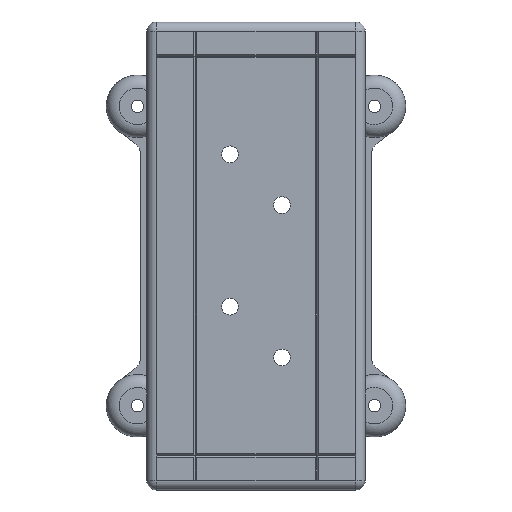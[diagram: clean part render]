
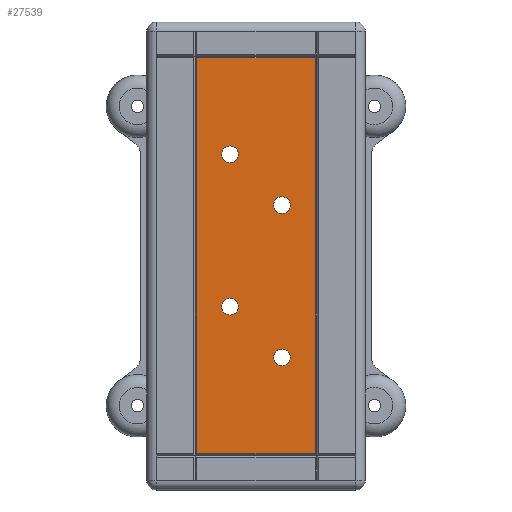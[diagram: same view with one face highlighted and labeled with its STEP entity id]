
A CAD part, top view. The second image highlights one B-rep face of the part: STEP entity #27539.
In plain terms, the highlighted planar face has unit normal (0, 0, 1).
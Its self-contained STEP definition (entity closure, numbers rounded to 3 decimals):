
#27351 = EDGE_CURVE('',#27352,#27354,#27356,.T.);
#27352 = VERTEX_POINT('',#27353);
#27353 = CARTESIAN_POINT('',(29.,121.5,36.));
#27354 = VERTEX_POINT('',#27355);
#27355 = CARTESIAN_POINT('',(29.,-5.5,36.));
#27356 = LINE('',#27357,#27358);
#27357 = CARTESIAN_POINT('',(29.,121.5,36.));
#27358 = VECTOR('',#27359,1.);
#27359 = DIRECTION('',(0.,-1.,0.));
#27380 = EDGE_CURVE('',#27354,#27381,#27383,.T.);
#27381 = VERTEX_POINT('',#27382);
#27382 = CARTESIAN_POINT('',(67.,-5.5,36.));
#27383 = LINE('',#27384,#27385);
#27384 = CARTESIAN_POINT('',(29.,-5.5,36.));
#27385 = VECTOR('',#27386,1.);
#27386 = DIRECTION('',(1.,0.,0.));
#27403 = EDGE_CURVE('',#27381,#27404,#27406,.T.);
#27404 = VERTEX_POINT('',#27405);
#27405 = CARTESIAN_POINT('',(67.,121.5,36.));
#27406 = LINE('',#27407,#27408);
#27407 = CARTESIAN_POINT('',(67.,-5.5,36.));
#27408 = VECTOR('',#27409,1.);
#27409 = DIRECTION('',(0.,1.,0.));
#27426 = EDGE_CURVE('',#27404,#27352,#27427,.T.);
#27427 = LINE('',#27428,#27429);
#27428 = CARTESIAN_POINT('',(67.,121.5,36.));
#27429 = VECTOR('',#27430,1.);
#27430 = DIRECTION('',(-1.,0.,0.));
#27444 = VERTEX_POINT('',#27445);
#27445 = CARTESIAN_POINT('',(59.013,25.444,36.));
#27451 = EDGE_CURVE('',#27444,#27444,#27452,.T.);
#27452 = CIRCLE('',#27453,2.7);
#27453 = AXIS2_PLACEMENT_3D('',#27454,#27455,#27456);
#27454 = CARTESIAN_POINT('',(56.313,25.444,36.));
#27455 = DIRECTION('',(0.,0.,1.));
#27456 = DIRECTION('',(1.,0.,0.));
#27469 = VERTEX_POINT('',#27470);
#27470 = CARTESIAN_POINT('',(42.388,41.722,36.));
#27476 = EDGE_CURVE('',#27469,#27469,#27477,.T.);
#27477 = CIRCLE('',#27478,2.7);
#27478 = AXIS2_PLACEMENT_3D('',#27479,#27480,#27481);
#27479 = CARTESIAN_POINT('',(39.688,41.722,36.));
#27480 = DIRECTION('',(0.,0.,1.));
#27481 = DIRECTION('',(1.,0.,0.));
#27494 = VERTEX_POINT('',#27495);
#27495 = CARTESIAN_POINT('',(59.013,74.278,36.));
#27501 = EDGE_CURVE('',#27494,#27494,#27502,.T.);
#27502 = CIRCLE('',#27503,2.7);
#27503 = AXIS2_PLACEMENT_3D('',#27504,#27505,#27506);
#27504 = CARTESIAN_POINT('',(56.313,74.278,36.));
#27505 = DIRECTION('',(0.,0.,1.));
#27506 = DIRECTION('',(1.,0.,0.));
#27519 = VERTEX_POINT('',#27520);
#27520 = CARTESIAN_POINT('',(42.388,90.556,36.));
#27526 = EDGE_CURVE('',#27519,#27519,#27527,.T.);
#27527 = CIRCLE('',#27528,2.7);
#27528 = AXIS2_PLACEMENT_3D('',#27529,#27530,#27531);
#27529 = CARTESIAN_POINT('',(39.688,90.556,36.));
#27530 = DIRECTION('',(0.,0.,1.));
#27531 = DIRECTION('',(1.,0.,0.));
#27539 = ADVANCED_FACE('',(#27540,#27546,#27549,#27552,#27555),#27558,
  .T.);
#27540 = FACE_BOUND('',#27541,.T.);
#27541 = EDGE_LOOP('',(#27542,#27543,#27544,#27545));
#27542 = ORIENTED_EDGE('',*,*,#27426,.T.);
#27543 = ORIENTED_EDGE('',*,*,#27351,.T.);
#27544 = ORIENTED_EDGE('',*,*,#27380,.T.);
#27545 = ORIENTED_EDGE('',*,*,#27403,.T.);
#27546 = FACE_BOUND('',#27547,.T.);
#27547 = EDGE_LOOP('',(#27548));
#27548 = ORIENTED_EDGE('',*,*,#27451,.F.);
#27549 = FACE_BOUND('',#27550,.T.);
#27550 = EDGE_LOOP('',(#27551));
#27551 = ORIENTED_EDGE('',*,*,#27501,.F.);
#27552 = FACE_BOUND('',#27553,.T.);
#27553 = EDGE_LOOP('',(#27554));
#27554 = ORIENTED_EDGE('',*,*,#27476,.F.);
#27555 = FACE_BOUND('',#27556,.T.);
#27556 = EDGE_LOOP('',(#27557));
#27557 = ORIENTED_EDGE('',*,*,#27526,.F.);
#27558 = PLANE('',#27559);
#27559 = AXIS2_PLACEMENT_3D('',#27560,#27561,#27562);
#27560 = CARTESIAN_POINT('',(48.,58.,36.));
#27561 = DIRECTION('',(0.,0.,1.));
#27562 = DIRECTION('',(0.,1.,0.));
